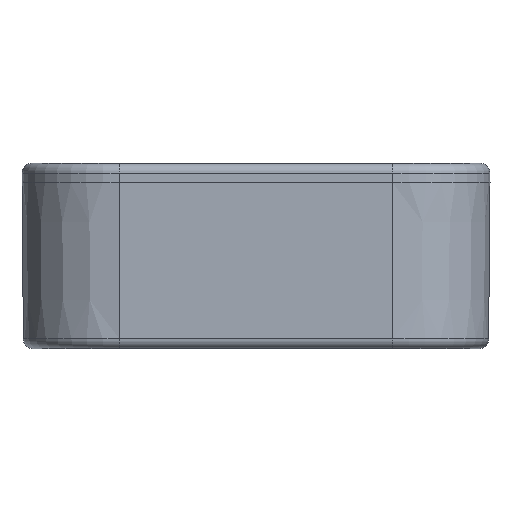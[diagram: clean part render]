
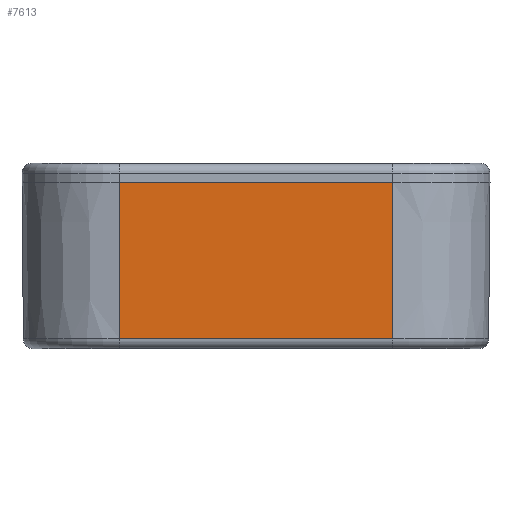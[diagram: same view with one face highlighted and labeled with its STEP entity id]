
A CAD part, left-side view. The second image highlights one B-rep face of the part: STEP entity #7613.
In plain terms, the highlighted planar face has unit normal (-1, 0, -0.009).
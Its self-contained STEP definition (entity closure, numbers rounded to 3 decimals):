
#463 = VERTEX_POINT ( 'NONE', #6798 ) ;
#611 = VERTEX_POINT ( 'NONE', #9624 ) ;
#1112 = LINE ( 'NONE', #1714, #1113 ) ;
#1113 = VECTOR ( 'NONE', #1715, 1000. ) ;
#1714 = CARTESIAN_POINT ( 'NONE',  ( -17.5, 0., 8.5 ) ) ;
#1715 = DIRECTION ( 'NONE',  ( 0., 1., 0. ) ) ;
#2011 = AXIS2_PLACEMENT_3D ( 'NONE', #2460, #2466, #2467 ) ;
#2457 = PLANE ( 'NONE',  #2011 ) ;
#2460 = CARTESIAN_POINT ( 'NONE',  ( -17.5, 0., 8.5 ) ) ;
#2466 = DIRECTION ( 'NONE',  ( -1., 0., -0.009 ) ) ;
#2467 = DIRECTION ( 'NONE',  ( -0.009, 0., 1. ) ) ;
#2847 = FACE_OUTER_BOUND ( 'NONE', #6594, .T. ) ;
#3076 = LINE ( 'NONE', #4948, #3080 ) ;
#3080 = VECTOR ( 'NONE', #4949, 1000. ) ;
#3098 = LINE ( 'NONE', #4964, #3099 ) ;
#3099 = VECTOR ( 'NONE', #4965, 1000. ) ;
#3100 = LINE ( 'NONE', #4966, #3101 ) ;
#3101 = VECTOR ( 'NONE', #4967, 1000. ) ;
#4948 = CARTESIAN_POINT ( 'NONE',  ( -17.5, -3.5, 8.5 ) ) ;
#4949 = DIRECTION ( 'NONE',  ( -0.009, 0., 1. ) ) ;
#4964 = CARTESIAN_POINT ( 'NONE',  ( -17.43, 0., 0.496 ) ) ;
#4965 = DIRECTION ( 'NONE',  ( 0., -1., 0. ) ) ;
#4966 = CARTESIAN_POINT ( 'NONE',  ( -17.5, 10.5, 8.5 ) ) ;
#4967 = DIRECTION ( 'NONE',  ( 0.009, 0., -1. ) ) ;
#6307 = VERTEX_POINT ( 'NONE', #9732 ) ;
#6357 = VERTEX_POINT ( 'NONE', #9782 ) ;
#6594 = EDGE_LOOP ( 'NONE', ( #8264, #8265, #8266, #8267 ) ) ;
#6798 = CARTESIAN_POINT ( 'NONE',  ( -17.5, 10.5, 8.5 ) ) ;
#7455 = EDGE_CURVE ( 'NONE', #611, #463, #1112, .T. ) ;
#7613 = ADVANCED_FACE ( 'NONE', ( #2847 ), #2457, .T. ) ;
#8264 = ORIENTED_EDGE ( 'NONE', *, *, #8440, .T. ) ;
#8265 = ORIENTED_EDGE ( 'NONE', *, *, #8439, .T. ) ;
#8266 = ORIENTED_EDGE ( 'NONE', *, *, #8431, .T. ) ;
#8267 = ORIENTED_EDGE ( 'NONE', *, *, #7455, .T. ) ;
#8431 = EDGE_CURVE ( 'NONE', #6357, #611, #3076, .T. ) ;
#8439 = EDGE_CURVE ( 'NONE', #6307, #6357, #3098, .T. ) ;
#8440 = EDGE_CURVE ( 'NONE', #463, #6307, #3100, .T. ) ;
#9624 = CARTESIAN_POINT ( 'NONE',  ( -17.5, -3.5, 8.5 ) ) ;
#9732 = CARTESIAN_POINT ( 'NONE',  ( -17.43, 10.5, 0.496 ) ) ;
#9782 = CARTESIAN_POINT ( 'NONE',  ( -17.43, -3.5, 0.496 ) ) ;
